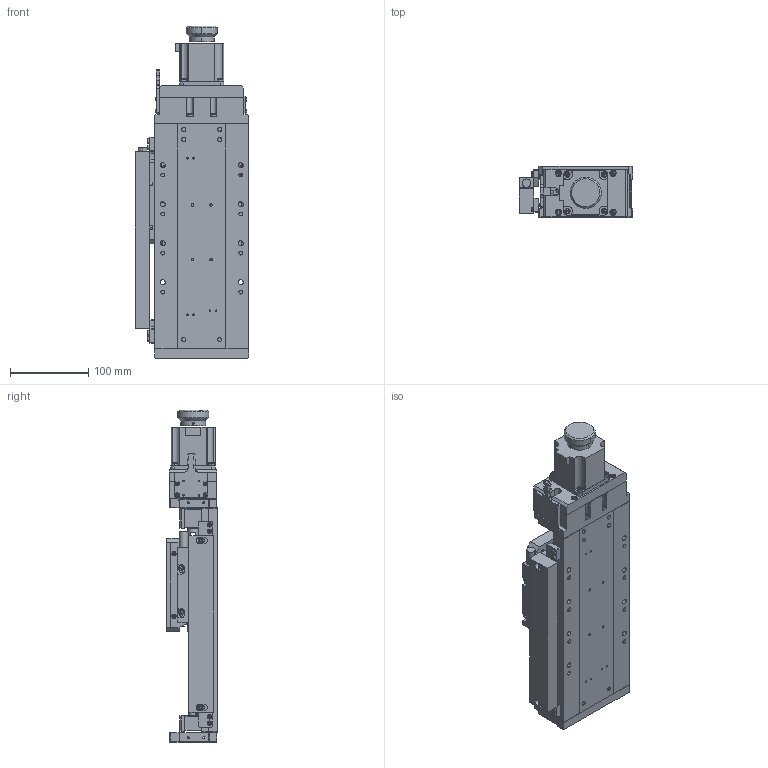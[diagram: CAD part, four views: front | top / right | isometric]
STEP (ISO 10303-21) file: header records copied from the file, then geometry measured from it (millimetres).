
FILE_DESCRIPTION (( 'STEP AP203' ), '1' );
FILE_NAME ('KA100.step', '2019-05-06T07:51:26', ( '' ), ( '' ), 'SwSTEP 2.0', 'SolidWorks 2017', '' );
FILE_SCHEMA (( 'CONFIG_CONTROL_DESIGN' ));
Products named in the file (1): KA100
Bounding box: 145 x 65 x 425.5 mm (x, y, z)
Surface area: 324112.6 mm2 (no closed solid volume)
Topology: 0 solids, 146 shells, 1523 faces, 5673 edges, 4138 vertices
Faces by surface type: plane 863, cylinder 455, torus 105, cone 66, sphere 34
Entity records: 60446 total; most frequent: CARTESIAN_POINT 12134, DIRECTION 10385, ORIENTED_EDGE 8539, EDGE_CURVE 5573, VERTEX_POINT 4110, VECTOR 3567, LINE 3567, AXIS2_PLACEMENT_3D 3409
